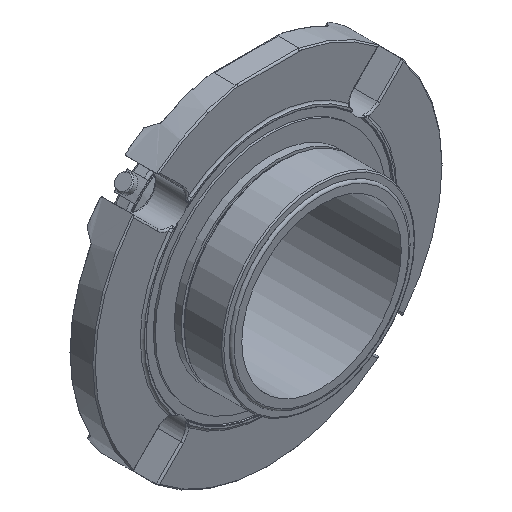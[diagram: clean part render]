
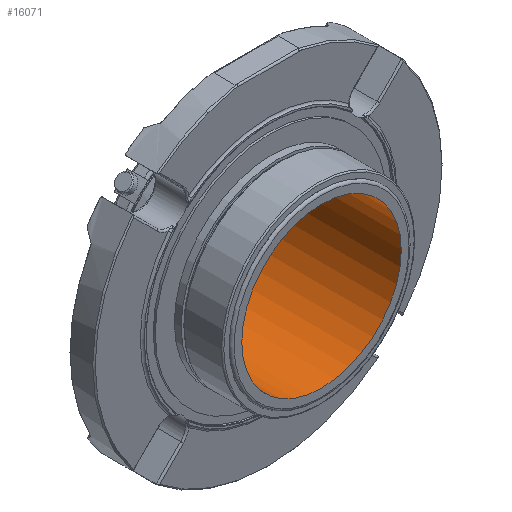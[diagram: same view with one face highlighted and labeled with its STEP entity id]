
A CAD part, isometric view. The second image highlights one B-rep face of the part: STEP entity #16071.
In plain terms, the highlighted cylindrical face has radius 49.212 mm (diameter 98.425 mm), a full revolution.
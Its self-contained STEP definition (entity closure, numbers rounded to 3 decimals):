
#2203=ORIENTED_EDGE('',*,*,#5763,.F.);
#2204=ORIENTED_EDGE('',*,*,#5764,.F.);
#5763=EDGE_CURVE('',#7543,#7543,#8667,.F.);
#5764=EDGE_CURVE('',#7544,#7544,#8668,.F.);
#7543=VERTEX_POINT('',#21001);
#7544=VERTEX_POINT('',#21003);
#8667=CIRCLE('',#16791,49.213);
#8668=CIRCLE('',#16792,49.213);
#9301=EDGE_LOOP('',(#2203));
#9302=EDGE_LOOP('',(#2204));
#10097=FACE_BOUND('',#9301,.T.);
#10098=FACE_BOUND('',#9302,.T.);
#10893=CYLINDRICAL_SURFACE('',#16790,49.213);
#16071=ADVANCED_FACE('',(#10097,#10098),#10893,.F.);
#16790=AXIS2_PLACEMENT_3D('',#20999,#18027,#18028);
#16791=AXIS2_PLACEMENT_3D('',#21000,#18029,#18030);
#16792=AXIS2_PLACEMENT_3D('',#21002,#18031,#18032);
#18027=DIRECTION('',(0.,1.,0.));
#18028=DIRECTION('',(0.,0.,1.));
#18029=DIRECTION('',(0.,-1.,0.));
#18030=DIRECTION('',(0.,0.,-1.));
#18031=DIRECTION('',(0.,1.,0.));
#18032=DIRECTION('',(0.,0.,1.));
#20999=CARTESIAN_POINT('',(0.,-186.92,0.));
#21000=CARTESIAN_POINT('',(0.,-31.267,0.));
#21001=CARTESIAN_POINT('',(0.,-31.267,-49.213));
#21002=CARTESIAN_POINT('',(0.,48.12,0.));
#21003=CARTESIAN_POINT('',(0.,48.12,49.213));
